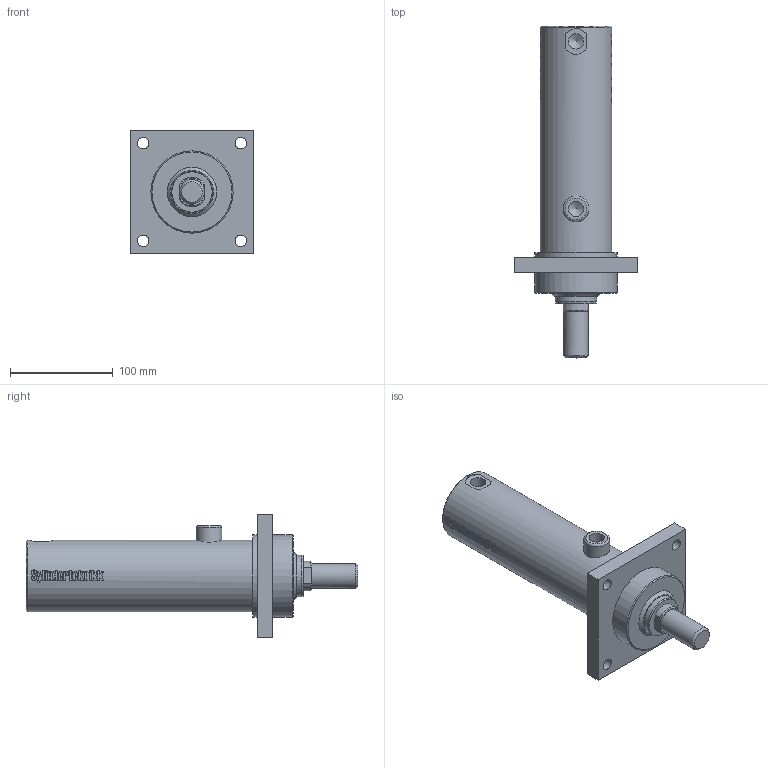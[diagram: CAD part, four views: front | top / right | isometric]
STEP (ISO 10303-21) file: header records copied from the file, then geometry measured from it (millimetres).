
FILE_DESCRIPTION((''),'2;1');
FILE_NAME('DVGF60_40.stp','2010-04-15T09:49:10',('tribel'),(''),'Autodesk Inventor 2009','Autodesk Inventor 2009','');
FILE_SCHEMA(('AUTOMOTIVE_DESIGN { 1 0 10303 214 1 1 1 1 }'));
Length unit declared in the file: millimetre
Products named in the file (4): DVGF60_40; DVGF60_40_body; DVGF60_40_stang; DVGF60_40_Parameters
Assembly tree (3 placements, depth 2):
  DVGF60_40
    DVGF60_40_body
    DVGF60_40_stang
    DVGF60_40_Parameters
Bounding box: 120 x 323 x 120 mm (x, y, z)
Volume: 1063525.6 mm3; surface area: 176170.2 mm2
Topology: 2 solids, 3 shells, 473 faces, 1264 edges, 843 vertices
Faces by surface type: plane 259, bspline 150, cylinder 53, cone 7, torus 3, sphere 1
Full cylindrical faces by diameter (mm): 24 x1, 25 x1, 40 x2, 60 x2, 70 x1, 80 x2
Entity records: 44626 total; most frequent: CARTESIAN_POINT 34114, ORIENTED_EDGE 2432, DIRECTION 1562, EDGE_CURVE 1218, VERTEX_POINT 826, EDGE_LOOP 557, AXIS2_PLACEMENT_3D 526, VECTOR 510
